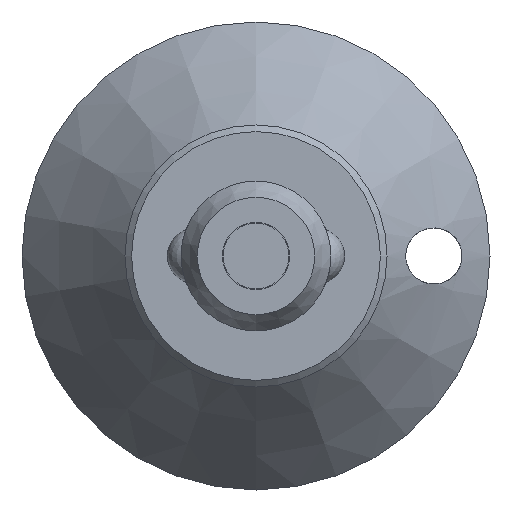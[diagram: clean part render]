
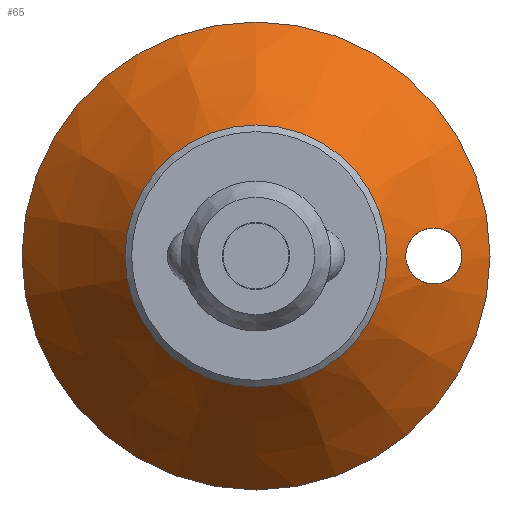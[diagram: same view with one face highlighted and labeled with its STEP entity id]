
A CAD part, front view. The second image highlights one B-rep face of the part: STEP entity #65.
In plain terms, the highlighted conical face has half-angle 37.4 degrees and reference radius 12.5 mm.
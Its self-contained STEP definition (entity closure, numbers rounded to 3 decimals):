
#65 = ADVANCED_FACE( '', ( #151, #152, #153 ), #154, .T. );
#151 = FACE_BOUND( '', #299, .T. );
#152 = FACE_BOUND( '', #300, .T. );
#153 = FACE_OUTER_BOUND( '', #301, .T. );
#154 = CONICAL_SURFACE( '', #302, 12.5, 0.653 );
#299 = EDGE_LOOP( '', ( #420 ) );
#300 = EDGE_LOOP( '', ( #421 ) );
#301 = EDGE_LOOP( '', ( #422 ) );
#302 = AXIS2_PLACEMENT_3D( '', #423, #424, #425 );
#420 = ORIENTED_EDGE( '', *, *, #561, .F. );
#421 = ORIENTED_EDGE( '', *, *, #551, .F. );
#422 = ORIENTED_EDGE( '', *, *, #562, .T. );
#423 = CARTESIAN_POINT( '', ( 0., 24.694, 0. ) );
#424 = DIRECTION( '', ( 0., 1., 0. ) );
#425 = DIRECTION( '', ( 0., 0., 1. ) );
#551 = EDGE_CURVE( '', #614, #614, #615, .T. );
#561 = EDGE_CURVE( '', #630, #630, #631, .T. );
#562 = EDGE_CURVE( '', #632, #632, #633, .T. );
#614 = VERTEX_POINT( '', #798 );
#615 = B_SPLINE_CURVE_WITH_KNOTS( '', 3, ( #799, #800, #801, #802, #803, #804, #805, #806, #807, #808, #809, #810, #811, #812, #813, #814, #815, #816, #817, #818, #819, #820, #821, #822, #823, #824, #825, #826, #827, #828, #829, #830, #831, #832, #833, #834, #835, #836, #837, #838, #839, #840, #841, #842, #843, #844 ), .UNSPECIFIED., .T., .F., ( 2, 2, 2, 2, 2, 2, 2, 2, 2, 2, 2, 2, 2, 2, 2, 2, 2, 2, 2, 2, 2, 2, 2, 2, 2 ), ( 0., 0., 0.001, 0.002, 0.002, 0.003, 0.004, 0.004, 0.005, 0.005, 0.006, 0.006, 0.006, 0.007, 0.007, 0.008, 0.009, 0.009, 0.01, 0.011, 0.011, 0.012, 0.012, 0.013, 0.013 ), .UNSPECIFIED. );
#630 = VERTEX_POINT( '', #886 );
#631 = CIRCLE( '', #887, 7. );
#632 = VERTEX_POINT( '', #888 );
#633 = CIRCLE( '', #889, 12.5 );
#798 = CARTESIAN_POINT( '', ( 8.256, 19.199, -0.838 ) );
#799 = CARTESIAN_POINT( '', ( 8.199, 19.113, -0.754 ) );
#800 = CARTESIAN_POINT( '', ( 8.37, 19.37, -1.008 ) );
#801 = CARTESIAN_POINT( '', ( 8.501, 19.561, -1.132 ) );
#802 = CARTESIAN_POINT( '', ( 8.784, 19.964, -1.329 ) );
#803 = CARTESIAN_POINT( '', ( 8.932, 20.168, -1.397 ) );
#804 = CARTESIAN_POINT( '', ( 9.239, 20.583, -1.486 ) );
#805 = CARTESIAN_POINT( '', ( 9.399, 20.795, -1.505 ) );
#806 = CARTESIAN_POINT( '', ( 9.721, 21.208, -1.492 ) );
#807 = CARTESIAN_POINT( '', ( 9.883, 21.41, -1.461 ) );
#808 = CARTESIAN_POINT( '', ( 10.206, 21.807, -1.335 ) );
#809 = CARTESIAN_POINT( '', ( 10.366, 21.998, -1.241 ) );
#810 = CARTESIAN_POINT( '', ( 10.588, 22.258, -1.038 ) );
#811 = CARTESIAN_POINT( '', ( 10.658, 22.34, -0.96 ) );
#812 = CARTESIAN_POINT( '', ( 10.785, 22.487, -0.782 ) );
#813 = CARTESIAN_POINT( '', ( 10.843, 22.553, -0.68 ) );
#814 = CARTESIAN_POINT( '', ( 10.934, 22.658, -0.455 ) );
#815 = CARTESIAN_POINT( '', ( 10.969, 22.697, -0.33 ) );
#816 = CARTESIAN_POINT( '', ( 11.004, 22.736, -0.073 ) );
#817 = CARTESIAN_POINT( '', ( 11.004, 22.737, 0.063 ) );
#818 = CARTESIAN_POINT( '', ( 10.971, 22.699, 0.323 ) );
#819 = CARTESIAN_POINT( '', ( 10.937, 22.66, 0.448 ) );
#820 = CARTESIAN_POINT( '', ( 10.845, 22.556, 0.674 ) );
#821 = CARTESIAN_POINT( '', ( 10.788, 22.49, 0.777 ) );
#822 = CARTESIAN_POINT( '', ( 10.661, 22.344, 0.955 ) );
#823 = CARTESIAN_POINT( '', ( 10.591, 22.262, 1.034 ) );
#824 = CARTESIAN_POINT( '', ( 10.444, 22.09, 1.17 ) );
#825 = CARTESIAN_POINT( '', ( 10.368, 21.999, 1.227 ) );
#826 = CARTESIAN_POINT( '', ( 10.133, 21.718, 1.372 ) );
#827 = CARTESIAN_POINT( '', ( 9.968, 21.516, 1.435 ) );
#828 = CARTESIAN_POINT( '', ( 9.645, 21.111, 1.502 ) );
#829 = CARTESIAN_POINT( '', ( 9.482, 20.902, 1.508 ) );
#830 = CARTESIAN_POINT( '', ( 9.164, 20.483, 1.471 ) );
#831 = CARTESIAN_POINT( '', ( 9.01, 20.276, 1.427 ) );
#832 = CARTESIAN_POINT( '', ( 8.714, 19.865, 1.288 ) );
#833 = CARTESIAN_POINT( '', ( 8.571, 19.661, 1.192 ) );
#834 = CARTESIAN_POINT( '', ( 8.311, 19.282, 0.933 ) );
#835 = CARTESIAN_POINT( '', ( 8.192, 19.103, 0.769 ) );
#836 = CARTESIAN_POINT( '', ( 8.064, 18.907, 0.447 ) );
#837 = CARTESIAN_POINT( '', ( 8.03, 18.855, 0.327 ) );
#838 = CARTESIAN_POINT( '', ( 7.996, 18.802, 0.07 ) );
#839 = CARTESIAN_POINT( '', ( 7.996, 18.802, -0.066 ) );
#840 = CARTESIAN_POINT( '', ( 8.03, 18.854, -0.324 ) );
#841 = CARTESIAN_POINT( '', ( 8.062, 18.905, -0.444 ) );
#842 = CARTESIAN_POINT( '', ( 8.148, 19.035, -0.659 ) );
#843 = CARTESIAN_POINT( '', ( 8.199, 19.113, -0.754 ) );
#844 = CARTESIAN_POINT( '', ( 8.37, 19.37, -1.008 ) );
#886 = CARTESIAN_POINT( '', ( 0., 17.5, -7. ) );
#887 = AXIS2_PLACEMENT_3D( '', #964, #965, #966 );
#888 = CARTESIAN_POINT( '', ( 0., 24.694, -12.5 ) );
#889 = AXIS2_PLACEMENT_3D( '', #967, #968, #969 );
#964 = CARTESIAN_POINT( '', ( 0., 17.5, 0. ) );
#965 = DIRECTION( '', ( 0., -1., 0. ) );
#966 = DIRECTION( '', ( 0., 0., -1. ) );
#967 = CARTESIAN_POINT( '', ( 0., 24.694, 0. ) );
#968 = DIRECTION( '', ( 0., -1., 0. ) );
#969 = DIRECTION( '', ( 0., 0., -1. ) );
